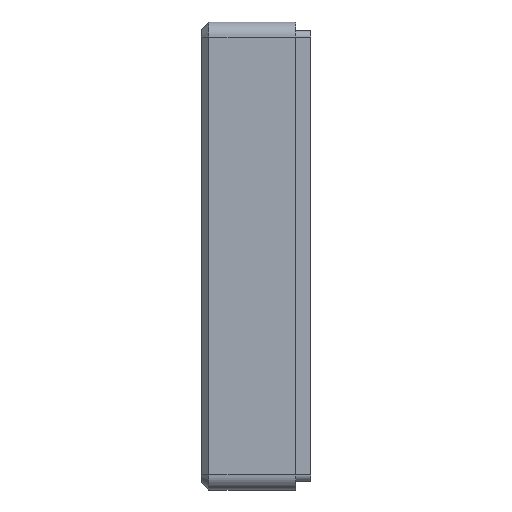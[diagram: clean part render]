
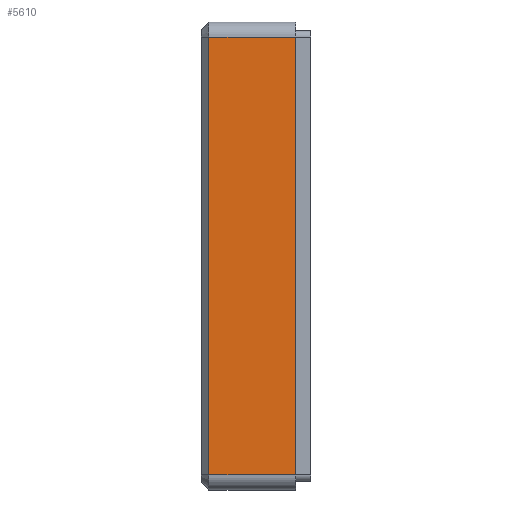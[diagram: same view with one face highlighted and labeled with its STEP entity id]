
A CAD part, left-side view. The second image highlights one B-rep face of the part: STEP entity #5610.
In plain terms, the highlighted planar face has unit normal (-1, 0, 0).
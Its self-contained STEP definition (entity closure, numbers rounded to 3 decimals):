
#508=FACE_OUTER_BOUND('',#852,.T.);
#852=EDGE_LOOP('',(#4777,#4778,#4779,#4780));
#990=LINE('',#8025,#1504);
#1420=LINE('',#9329,#1934);
#1421=LINE('',#9332,#1935);
#1422=LINE('',#9333,#1936);
#1504=VECTOR('',#6336,10.);
#1934=VECTOR('',#7648,10.);
#1935=VECTOR('',#7651,10.);
#1936=VECTOR('',#7652,10.);
#2332=VERTEX_POINT('',#8016);
#2333=VERTEX_POINT('',#8021);
#2767=VERTEX_POINT('',#9327);
#2768=VERTEX_POINT('',#9331);
#2870=EDGE_CURVE('',#2332,#2333,#990,.T.);
#3522=EDGE_CURVE('',#2767,#2332,#1420,.T.);
#3523=EDGE_CURVE('',#2768,#2767,#1421,.T.);
#3524=EDGE_CURVE('',#2768,#2333,#1422,.T.);
#4777=ORIENTED_EDGE('',*,*,#2870,.F.);
#4778=ORIENTED_EDGE('',*,*,#3522,.F.);
#4779=ORIENTED_EDGE('',*,*,#3523,.F.);
#4780=ORIENTED_EDGE('',*,*,#3524,.T.);
#5364=PLANE('',#6142);
#5610=ADVANCED_FACE('',(#508),#5364,.T.);
#6142=AXIS2_PLACEMENT_3D('',#9330,#7649,#7650);
#6336=DIRECTION('',(0.,0.,1.));
#7648=DIRECTION('',(0.,1.,0.));
#7649=DIRECTION('center_axis',(-1.,0.,0.));
#7650=DIRECTION('ref_axis',(0.,0.,1.));
#7651=DIRECTION('',(0.,0.,-1.));
#7652=DIRECTION('',(0.,1.,0.));
#8016=CARTESIAN_POINT('',(-90.,45.2,-58.));
#8021=CARTESIAN_POINT('',(-90.,45.2,58.));
#8025=CARTESIAN_POINT('',(-90.,45.2,-29.));
#9327=CARTESIAN_POINT('',(-90.,22.2,-58.));
#9329=CARTESIAN_POINT('',(-90.,22.2,-58.));
#9330=CARTESIAN_POINT('Origin',(-90.,22.2,-58.));
#9331=CARTESIAN_POINT('',(-90.,22.2,58.));
#9332=CARTESIAN_POINT('',(-90.,22.2,58.));
#9333=CARTESIAN_POINT('',(-90.,22.2,58.));
